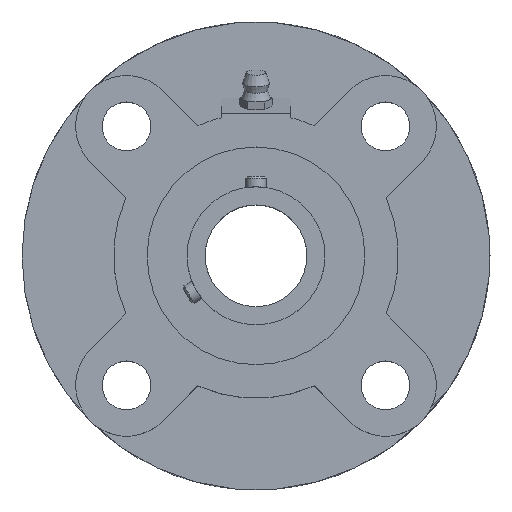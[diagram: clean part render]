
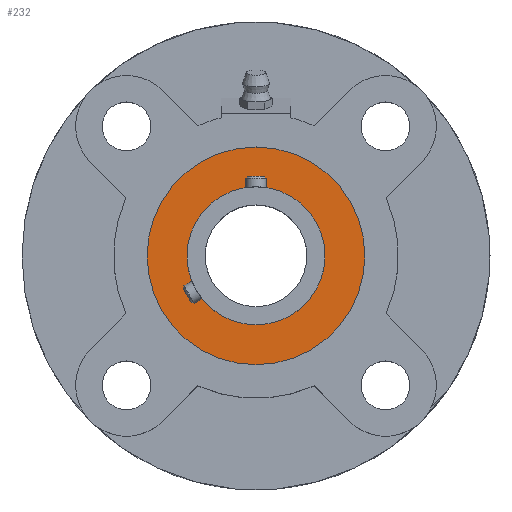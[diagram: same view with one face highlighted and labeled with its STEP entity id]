
A CAD part, top view. The second image highlights one B-rep face of the part: STEP entity #232.
In plain terms, the highlighted planar face has unit normal (0, 0, 1).
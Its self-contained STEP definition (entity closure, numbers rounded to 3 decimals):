
#232 = ADVANCED_FACE( '', ( #415, #416 ), #417, .T. );
#415 = FACE_BOUND( '', #631, .T. );
#416 = FACE_OUTER_BOUND( '', #632, .T. );
#417 = PLANE( '', #633 );
#631 = EDGE_LOOP( '', ( #1115 ) );
#632 = EDGE_LOOP( '', ( #1116 ) );
#633 = AXIS2_PLACEMENT_3D( '', #1117, #1118, #1119 );
#1115 = ORIENTED_EDGE( '', *, *, #1374, .T. );
#1116 = ORIENTED_EDGE( '', *, *, #1437, .F. );
#1117 = CARTESIAN_POINT( '', ( 0., 26.75, 19. ) );
#1118 = DIRECTION( '', ( 0., 0., 1. ) );
#1119 = DIRECTION( '', ( 1., 0., 0. ) );
#1374 = EDGE_CURVE( '', #1614, #1614, #1615, .T. );
#1437 = EDGE_CURVE( '', #1710, #1710, #1711, .T. );
#1614 = VERTEX_POINT( '', #2048 );
#1615 = CIRCLE( '', #2049, 16.95 );
#1710 = VERTEX_POINT( '', #2322 );
#1711 = CIRCLE( '', #2323, 26.75 );
#2048 = CARTESIAN_POINT( '', ( -16.95, 0., 19. ) );
#2049 = AXIS2_PLACEMENT_3D( '', #2530, #2531, #2532 );
#2322 = CARTESIAN_POINT( '', ( -26.75, 0., 19. ) );
#2323 = AXIS2_PLACEMENT_3D( '', #2647, #2648, #2649 );
#2530 = CARTESIAN_POINT( '', ( 0., 0., 19. ) );
#2531 = DIRECTION( '', ( 0., 0., -1. ) );
#2532 = DIRECTION( '', ( -1., 0., 0. ) );
#2647 = CARTESIAN_POINT( '', ( 0., 0., 19. ) );
#2648 = DIRECTION( '', ( 0., 0., -1. ) );
#2649 = DIRECTION( '', ( -1., 0., 0. ) );
